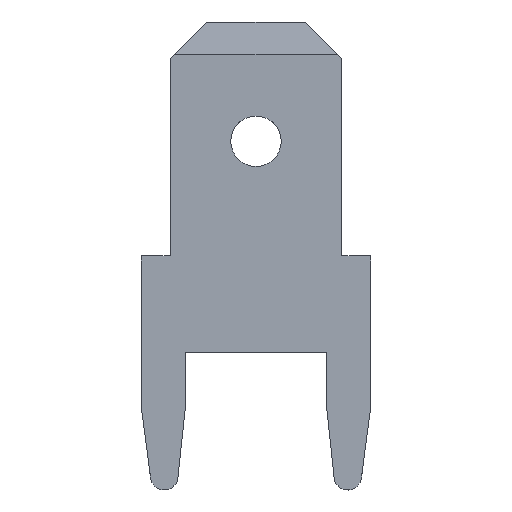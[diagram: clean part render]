
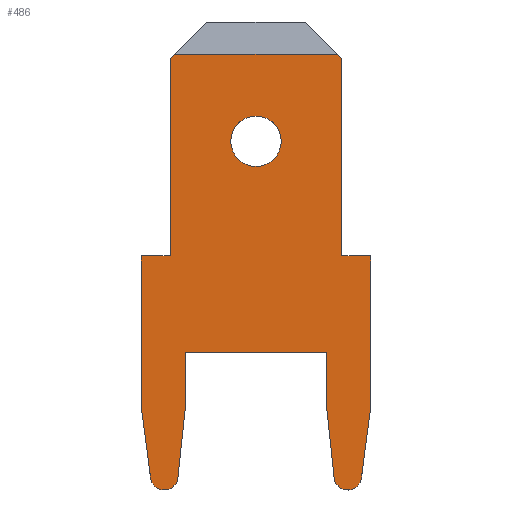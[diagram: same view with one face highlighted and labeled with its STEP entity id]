
A CAD part, top view. The second image highlights one B-rep face of the part: STEP entity #486.
In plain terms, the highlighted planar face has unit normal (0, 0, 1).
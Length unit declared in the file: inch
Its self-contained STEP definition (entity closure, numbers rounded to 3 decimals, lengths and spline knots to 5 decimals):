
#93=CARTESIAN_POINT('',(0.,0.125,0.016));
#94=DIRECTION('',(0.,0.,-1.));
#95=DIRECTION('',(1.,0.,0.));
#96=AXIS2_PLACEMENT_3D('',#93,#94,#95);
#98=CARTESIAN_POINT('',(0.,0.125,0.016));
#99=DIRECTION('',(0.,0.,-1.));
#100=DIRECTION('',(-1.,0.,0.));
#101=AXIS2_PLACEMENT_3D('',#98,#99,#100);
#103=DIRECTION('',(-0.707,0.707,0.));
#104=VECTOR('',#103,0.00707);
#105=CARTESIAN_POINT('',(0.0935,0.215,0.016));
#106=LINE('',#105,#104);
#107=DIRECTION('',(0.,1.,0.));
#108=VECTOR('',#107,0.215);
#109=CARTESIAN_POINT('',(0.0935,0.,0.016));
#110=LINE('',#109,#108);
#111=DIRECTION('',(-1.,0.,0.));
#112=VECTOR('',#111,0.0315);
#113=CARTESIAN_POINT('',(0.125,0.,0.016));
#114=LINE('',#113,#112);
#115=DIRECTION('',(0.,1.,0.));
#116=VECTOR('',#115,0.165);
#117=CARTESIAN_POINT('',(0.125,-0.165,0.016));
#118=LINE('',#117,#116);
#119=DIRECTION('',(0.13,0.991,0.));
#120=VECTOR('',#119,0.07762);
#121=CARTESIAN_POINT('',(0.11487,-0.24196,0.016));
#122=LINE('',#121,#120);
#123=CARTESIAN_POINT('',(0.1,-0.24,0.016));
#124=DIRECTION('',(0.,0.,1.));
#125=DIRECTION('',(-0.994,-0.105,0.));
#126=AXIS2_PLACEMENT_3D('',#123,#124,#125);
#128=DIRECTION('',(0.105,-0.994,0.));
#129=VECTOR('',#128,0.077);
#130=CARTESIAN_POINT('',(0.077,-0.165,0.016));
#131=LINE('',#130,#129);
#132=DIRECTION('',(0.,-1.,0.));
#133=VECTOR('',#132,0.06);
#134=CARTESIAN_POINT('',(0.077,-0.105,0.016));
#135=LINE('',#134,#133);
#136=DIRECTION('',(1.,0.,0.));
#137=VECTOR('',#136,0.154);
#138=CARTESIAN_POINT('',(-0.077,-0.105,0.016));
#139=LINE('',#138,#137);
#140=DIRECTION('',(0.,1.,0.));
#141=VECTOR('',#140,0.06);
#142=CARTESIAN_POINT('',(-0.077,-0.165,0.016));
#143=LINE('',#142,#141);
#144=DIRECTION('',(0.105,0.994,0.));
#145=VECTOR('',#144,0.077);
#146=CARTESIAN_POINT('',(-0.08508,-0.24157,0.016));
#147=LINE('',#146,#145);
#148=CARTESIAN_POINT('',(-0.1,-0.24,0.016));
#149=DIRECTION('',(0.,0.,1.));
#150=DIRECTION('',(-0.991,-0.13,0.));
#151=AXIS2_PLACEMENT_3D('',#148,#149,#150);
#153=DIRECTION('',(0.13,-0.991,0.));
#154=VECTOR('',#153,0.07762);
#155=CARTESIAN_POINT('',(-0.125,-0.165,0.016));
#156=LINE('',#155,#154);
#157=DIRECTION('',(0.,-1.,0.));
#158=VECTOR('',#157,0.165);
#159=CARTESIAN_POINT('',(-0.125,0.,0.016));
#160=LINE('',#159,#158);
#161=DIRECTION('',(-1.,0.,0.));
#162=VECTOR('',#161,0.0315);
#163=CARTESIAN_POINT('',(-0.0935,0.,0.016));
#164=LINE('',#163,#162);
#165=DIRECTION('',(0.,-1.,0.));
#166=VECTOR('',#165,0.215);
#167=CARTESIAN_POINT('',(-0.0935,0.215,0.016));
#168=LINE('',#167,#166);
#169=DIRECTION('',(-0.707,-0.707,0.));
#170=VECTOR('',#169,0.00707);
#171=CARTESIAN_POINT('',(-0.0885,0.22,0.016));
#172=LINE('',#171,#170);
#173=DIRECTION('',(-1.,0.,0.));
#174=VECTOR('',#173,0.177);
#175=CARTESIAN_POINT('',(0.0885,0.22,0.016));
#176=LINE('',#175,#174);
#305=CARTESIAN_POINT('',(0.0275,0.125,0.016));
#306=CARTESIAN_POINT('',(-0.0275,0.125,0.016));
#307=VERTEX_POINT('',#305);
#308=VERTEX_POINT('',#306);
#309=CARTESIAN_POINT('',(-0.0935,0.,0.016));
#310=CARTESIAN_POINT('',(-0.125,0.,0.016));
#311=VERTEX_POINT('',#309);
#312=VERTEX_POINT('',#310);
#313=CARTESIAN_POINT('',(-0.125,-0.165,0.016));
#314=VERTEX_POINT('',#313);
#315=CARTESIAN_POINT('',(-0.11487,-0.24196,0.016));
#316=VERTEX_POINT('',#315);
#317=CARTESIAN_POINT('',(-0.08508,-0.24157,0.016));
#318=VERTEX_POINT('',#317);
#319=CARTESIAN_POINT('',(-0.077,-0.165,0.016));
#320=VERTEX_POINT('',#319);
#321=CARTESIAN_POINT('',(-0.077,-0.105,0.016));
#322=VERTEX_POINT('',#321);
#323=CARTESIAN_POINT('',(0.077,-0.105,0.016));
#324=VERTEX_POINT('',#323);
#325=CARTESIAN_POINT('',(0.077,-0.165,0.016));
#326=VERTEX_POINT('',#325);
#327=CARTESIAN_POINT('',(0.08508,-0.24157,0.016));
#328=VERTEX_POINT('',#327);
#329=CARTESIAN_POINT('',(0.11487,-0.24196,0.016));
#330=VERTEX_POINT('',#329);
#331=CARTESIAN_POINT('',(0.125,-0.165,0.016));
#332=VERTEX_POINT('',#331);
#333=CARTESIAN_POINT('',(0.125,0.,0.016));
#334=VERTEX_POINT('',#333);
#335=CARTESIAN_POINT('',(0.0935,0.,0.016));
#336=VERTEX_POINT('',#335);
#341=CARTESIAN_POINT('',(0.0935,0.215,0.016));
#342=VERTEX_POINT('',#341);
#343=CARTESIAN_POINT('',(0.0885,0.22,0.016));
#344=VERTEX_POINT('',#343);
#357=CARTESIAN_POINT('',(-0.0885,0.22,0.016));
#358=CARTESIAN_POINT('',(-0.0935,0.215,0.016));
#359=VERTEX_POINT('',#357);
#360=VERTEX_POINT('',#358);
#439=CARTESIAN_POINT('',(0.,0.,0.016));
#440=DIRECTION('',(0.,0.,1.));
#441=DIRECTION('',(1.,0.,0.));
#442=AXIS2_PLACEMENT_3D('',#439,#440,#441);
#443=PLANE('',#442);
#445=ORIENTED_EDGE('',*,*,#444,.F.);
#447=ORIENTED_EDGE('',*,*,#446,.F.);
#449=ORIENTED_EDGE('',*,*,#448,.F.);
#451=ORIENTED_EDGE('',*,*,#450,.F.);
#453=ORIENTED_EDGE('',*,*,#452,.F.);
#455=ORIENTED_EDGE('',*,*,#454,.F.);
#457=ORIENTED_EDGE('',*,*,#456,.F.);
#459=ORIENTED_EDGE('',*,*,#458,.F.);
#461=ORIENTED_EDGE('',*,*,#460,.F.);
#463=ORIENTED_EDGE('',*,*,#462,.F.);
#465=ORIENTED_EDGE('',*,*,#464,.F.);
#467=ORIENTED_EDGE('',*,*,#466,.F.);
#469=ORIENTED_EDGE('',*,*,#468,.F.);
#471=ORIENTED_EDGE('',*,*,#470,.F.);
#473=ORIENTED_EDGE('',*,*,#472,.F.);
#475=ORIENTED_EDGE('',*,*,#474,.F.);
#477=ORIENTED_EDGE('',*,*,#476,.F.);
#479=ORIENTED_EDGE('',*,*,#478,.F.);
#480=EDGE_LOOP('',(#445,#447,#449,#451,#453,#455,#457,#459,#461,#463,#465,#467,
#469,#471,#473,#475,#477,#479));
#481=FACE_OUTER_BOUND('',#480,.F.);
#482=ORIENTED_EDGE('',*,*,#419,.F.);
#483=ORIENTED_EDGE('',*,*,#433,.F.);
#484=EDGE_LOOP('',(#482,#483));
#485=FACE_BOUND('',#484,.F.);
#486=ADVANCED_FACE('',(#481,#485),#443,.T.);
#97=CIRCLE('',#96,0.0275);
#102=CIRCLE('',#101,0.0275);
#127=CIRCLE('',#126,0.015);
#152=CIRCLE('',#151,0.015);
#419=EDGE_CURVE('',#307,#308,#97,.T.);
#433=EDGE_CURVE('',#308,#307,#102,.T.);
#444=EDGE_CURVE('',#342,#344,#106,.T.);
#446=EDGE_CURVE('',#336,#342,#110,.T.);
#448=EDGE_CURVE('',#334,#336,#114,.T.);
#450=EDGE_CURVE('',#332,#334,#118,.T.);
#452=EDGE_CURVE('',#330,#332,#122,.T.);
#454=EDGE_CURVE('',#328,#330,#127,.T.);
#456=EDGE_CURVE('',#326,#328,#131,.T.);
#458=EDGE_CURVE('',#324,#326,#135,.T.);
#460=EDGE_CURVE('',#322,#324,#139,.T.);
#462=EDGE_CURVE('',#320,#322,#143,.T.);
#464=EDGE_CURVE('',#318,#320,#147,.T.);
#466=EDGE_CURVE('',#316,#318,#152,.T.);
#468=EDGE_CURVE('',#314,#316,#156,.T.);
#470=EDGE_CURVE('',#312,#314,#160,.T.);
#472=EDGE_CURVE('',#311,#312,#164,.T.);
#474=EDGE_CURVE('',#360,#311,#168,.T.);
#476=EDGE_CURVE('',#359,#360,#172,.T.);
#478=EDGE_CURVE('',#344,#359,#176,.T.);
